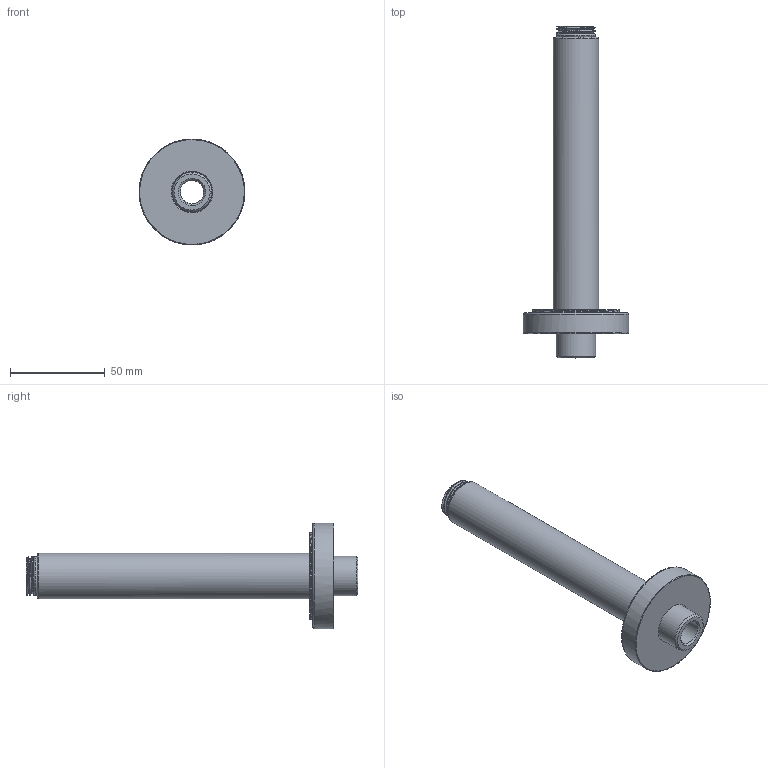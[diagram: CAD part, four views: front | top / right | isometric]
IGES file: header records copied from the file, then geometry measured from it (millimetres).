
Global section: file name: V769; native system: Autodesk Inventor 2016; preprocessor: unknown; author: adaniels; date: 20160411.091243; units: millimetre
Bounding box: 56 x 175.6 x 55.99 mm (x, y, z)
Volume: 66178.2 mm3; surface area: 36311 mm2
Topology: 5 solids, 5 shells, 88 faces, 244 edges, 172 vertices
Faces by surface type: bspline 88
